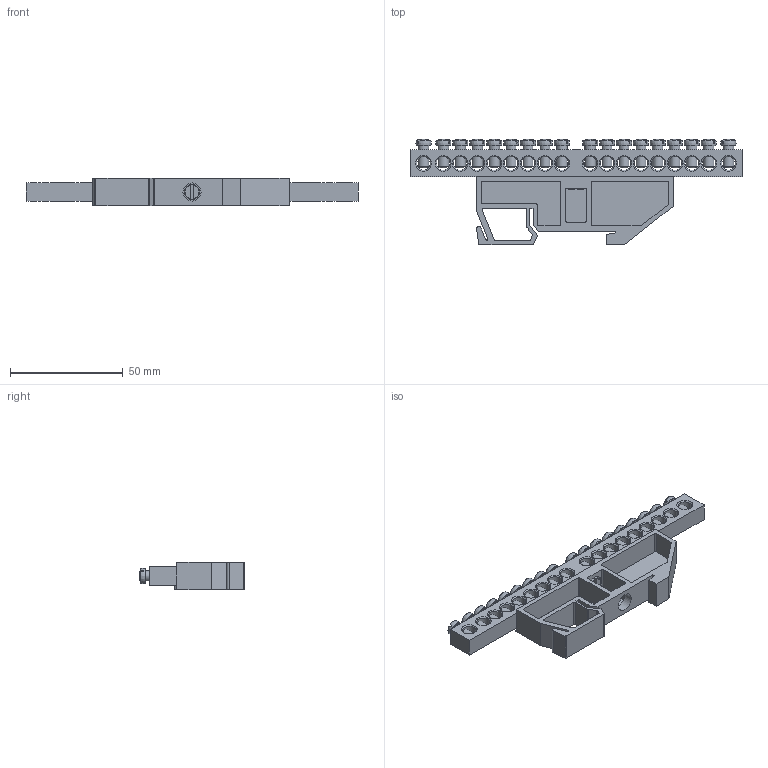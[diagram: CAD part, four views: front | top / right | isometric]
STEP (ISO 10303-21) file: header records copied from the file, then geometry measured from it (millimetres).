
FILE_DESCRIPTION(/* description */ (''),/* implementation_level */ '2;1');
FILE_NAME(/* name */ 'Шина PE 8х12-18_1 изолятор DIN.stp',/* time_stamp */ '2021-04-12T22:26:31+03:00',/* author */ ('Admin'),/* organization */ (''),/* preprocessor_version */ 'ST-DEVELOPER v15.6',/* originating_system */ 'Autodesk Inventor 2015',/* authorisation */ '');
FILE_SCHEMA (('AUTOMOTIVE_DESIGN { 1 0 10303 214 3 1 1 }'));
Length unit declared in the file: millimetre
Products named in the file (5): 8х12-18_1; Винт M5x10; Изолятор DIN \X2\04360435
; DIN 84 - M4 x 10; 
Assembly tree (21 placements, depth 2):
  
    8х12-18_1
    Винт M5x10  x18
    Изолятор DIN \X2\04360435

    DIN 84 - M4 x 10
Bounding box: 147 x 46.65 x 12 mm (x, y, z)
Volume: 24870.2 mm3; surface area: 24350.4 mm2
Topology: 21 solids, 21 shells, 622 faces, 1646 edges, 1087 vertices
Faces by surface type: plane 331, cone 93, cylinder 88, torus 56, sphere 36, bspline 18
Full cylindrical faces by diameter (mm): 3.242 x1, 3.621 x1, 4 x1, 4.134 x18, 4.8 x18, 5 x1, 6 x18, 8 x2
Entity records: 6808 total; most frequent: CARTESIAN_POINT 1692, DIRECTION 1030, ORIENTED_EDGE 848, EDGE_CURVE 424, AXIS2_PLACEMENT_3D 419, EDGE_LOOP 365, VERTEX_POINT 323, CIRCLE 197
